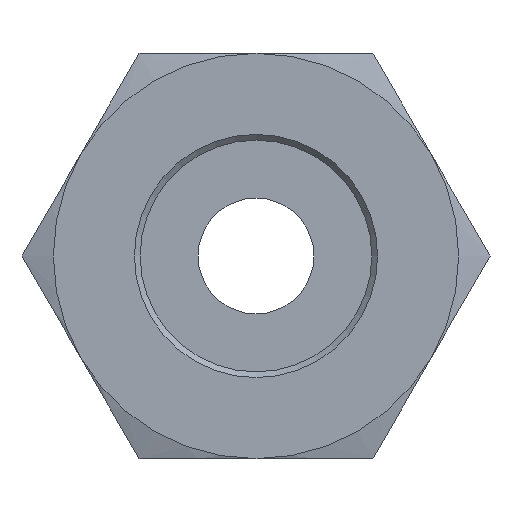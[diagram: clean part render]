
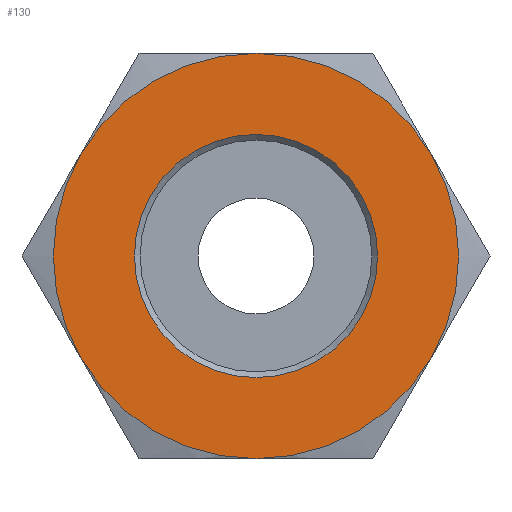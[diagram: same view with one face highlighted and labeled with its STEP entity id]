
A CAD part, left-side view. The second image highlights one B-rep face of the part: STEP entity #130.
In plain terms, the highlighted planar face has unit normal (-1, 0, 0).
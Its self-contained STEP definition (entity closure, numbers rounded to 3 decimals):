
#130 = ADVANCED_FACE( '', ( #281, #282 ), #283, .F. );
#281 = FACE_OUTER_BOUND( '', #464, .T. );
#282 = FACE_BOUND( '', #465, .T. );
#283 = PLANE( '', #466 );
#464 = EDGE_LOOP( '', ( #892, #893, #894, #895, #896, #897 ) );
#465 = EDGE_LOOP( '', ( #898 ) );
#466 = AXIS2_PLACEMENT_3D( '', #899, #900, #901 );
#892 = ORIENTED_EDGE( '', *, *, #1176, .F. );
#893 = ORIENTED_EDGE( '', *, *, #1177, .F. );
#894 = ORIENTED_EDGE( '', *, *, #1178, .F. );
#895 = ORIENTED_EDGE( '', *, *, #1108, .F. );
#896 = ORIENTED_EDGE( '', *, *, #1179, .F. );
#897 = ORIENTED_EDGE( '', *, *, #1158, .F. );
#898 = ORIENTED_EDGE( '', *, *, #1170, .T. );
#899 = CARTESIAN_POINT( '', ( 0., 0., 0. ) );
#900 = DIRECTION( '', ( 1., 0., 0. ) );
#901 = DIRECTION( '', ( 0., 0., -1. ) );
#1108 = EDGE_CURVE( '', #1294, #1295, #1296, .T. );
#1158 = EDGE_CURVE( '', #1375, #1309, #1376, .T. );
#1170 = EDGE_CURVE( '', #1395, #1395, #1396, .T. );
#1176 = EDGE_CURVE( '', #1282, #1375, #1407, .T. );
#1177 = EDGE_CURVE( '', #1291, #1282, #1408, .T. );
#1178 = EDGE_CURVE( '', #1295, #1291, #1409, .T. );
#1179 = EDGE_CURVE( '', #1309, #1294, #1410, .T. );
#1282 = VERTEX_POINT( '', #1620 );
#1291 = VERTEX_POINT( '', #1644 );
#1294 = VERTEX_POINT( '', #1655 );
#1295 = VERTEX_POINT( '', #1656 );
#1296 = CIRCLE( '', #1657, 7. );
#1309 = VERTEX_POINT( '', #1686 );
#1375 = VERTEX_POINT( '', #1837 );
#1376 = CIRCLE( '', #1838, 7. );
#1395 = VERTEX_POINT( '', #1869 );
#1396 = CIRCLE( '', #1870, 4.2 );
#1407 = CIRCLE( '', #1881, 7. );
#1408 = CIRCLE( '', #1882, 7. );
#1409 = CIRCLE( '', #1883, 7. );
#1410 = CIRCLE( '', #1884, 7. );
#1620 = CARTESIAN_POINT( '', ( 0., 6.062, -3.5 ) );
#1644 = CARTESIAN_POINT( '', ( 0., 0., -7. ) );
#1655 = CARTESIAN_POINT( '', ( 0., -6.062, 3.5 ) );
#1656 = CARTESIAN_POINT( '', ( 0., -6.062, -3.5 ) );
#1657 = AXIS2_PLACEMENT_3D( '', #1992, #1993, #1994 );
#1686 = CARTESIAN_POINT( '', ( 0., 0., 7. ) );
#1837 = CARTESIAN_POINT( '', ( 0., 6.062, 3.5 ) );
#1838 = AXIS2_PLACEMENT_3D( '', #2039, #2040, #2041 );
#1869 = CARTESIAN_POINT( '', ( 0., 0., -4.2 ) );
#1870 = AXIS2_PLACEMENT_3D( '', #2063, #2064, #2065 );
#1881 = AXIS2_PLACEMENT_3D( '', #2081, #2082, #2083 );
#1882 = AXIS2_PLACEMENT_3D( '', #2084, #2085, #2086 );
#1883 = AXIS2_PLACEMENT_3D( '', #2087, #2088, #2089 );
#1884 = AXIS2_PLACEMENT_3D( '', #2090, #2091, #2092 );
#1992 = CARTESIAN_POINT( '', ( 0., 0., 0. ) );
#1993 = DIRECTION( '', ( 1., 0., 0. ) );
#1994 = DIRECTION( '', ( 0., 0., -1. ) );
#2039 = CARTESIAN_POINT( '', ( 0., 0., 0. ) );
#2040 = DIRECTION( '', ( 1., 0., 0. ) );
#2041 = DIRECTION( '', ( 0., 0., -1. ) );
#2063 = CARTESIAN_POINT( '', ( 0., 0., 0. ) );
#2064 = DIRECTION( '', ( 1., 0., 0. ) );
#2065 = DIRECTION( '', ( 0., 0., -1. ) );
#2081 = CARTESIAN_POINT( '', ( 0., 0., 0. ) );
#2082 = DIRECTION( '', ( 1., 0., 0. ) );
#2083 = DIRECTION( '', ( 0., 0., -1. ) );
#2084 = CARTESIAN_POINT( '', ( 0., 0., 0. ) );
#2085 = DIRECTION( '', ( 1., 0., 0. ) );
#2086 = DIRECTION( '', ( 0., 0., -1. ) );
#2087 = CARTESIAN_POINT( '', ( 0., 0., 0. ) );
#2088 = DIRECTION( '', ( 1., 0., 0. ) );
#2089 = DIRECTION( '', ( 0., 0., -1. ) );
#2090 = CARTESIAN_POINT( '', ( 0., 0., 0. ) );
#2091 = DIRECTION( '', ( 1., 0., 0. ) );
#2092 = DIRECTION( '', ( 0., 0., -1. ) );
